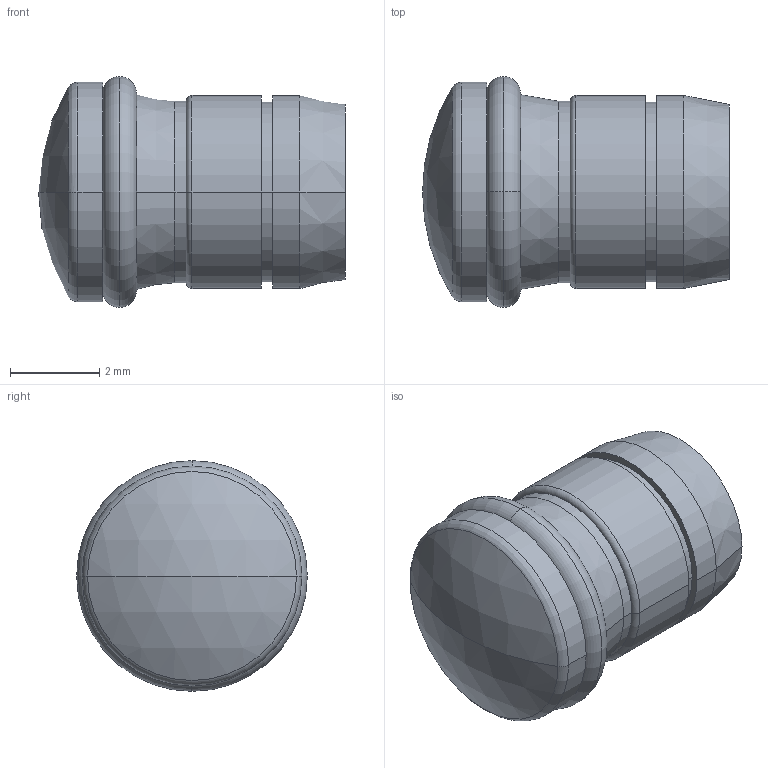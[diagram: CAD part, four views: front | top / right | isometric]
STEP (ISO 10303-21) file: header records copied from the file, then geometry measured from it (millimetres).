
FILE_DESCRIPTION (( 'STEP AP203' ), '1' );
FILE_NAME ('SMS 172 XXX.STEP', '2012-11-16T20:19:37', ( '' ), ( '' ), 'SwSTEP 2.0', 'SolidWorks 2012', '' );
FILE_SCHEMA (( 'CONFIG_CONTROL_DESIGN' ));
Length unit declared in the file: millimetre
Products named in the file (3): SMS 172 XXX; 172 XXX; CLS 172 BLK
Assembly tree (2 placements, depth 2):
  SMS 172 XXX
    CLS 172 BLK
    172 XXX
Bounding box: 6.86 x 5.16 x 5.16 mm (x, y, z)
Volume: 49.1 mm3; surface area: 227.2 mm2
Topology: 2 solids, 2 shells, 49 faces, 98 edges, 54 vertices
Faces by surface type: cone 20, cylinder 14, torus 8, plane 5, sphere 2
Entity records: 1561 total; most frequent: DIRECTION 266, CARTESIAN_POINT 204, ORIENTED_EDGE 192, AXIS2_PLACEMENT_3D 116, EDGE_CURVE 96, CIRCLE 62, EDGE_LOOP 54, VERTEX_POINT 54
